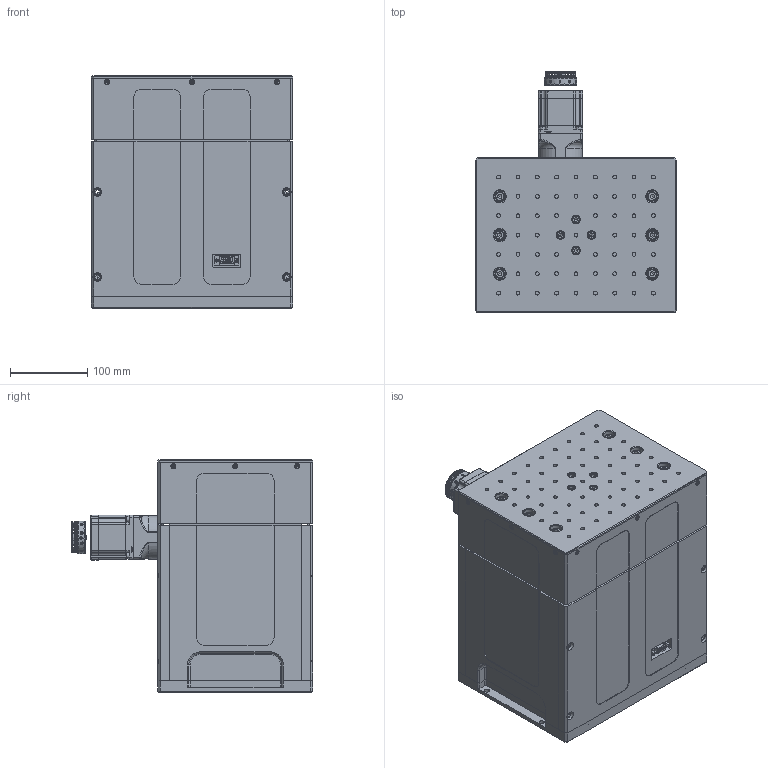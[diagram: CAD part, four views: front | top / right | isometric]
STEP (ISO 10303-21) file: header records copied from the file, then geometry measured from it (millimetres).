
FILE_DESCRIPTION (( 'STEP AP214' ), '1' );
FILE_NAME ('µç¶¯ÖØÔØÉý½µÌ¨SSJF200H150D.STEP', '2021-07-12T09:38:03', ( '' ), ( '' ), 'SwSTEP 2.0', 'SolidWorks 2018', '' );
FILE_SCHEMA (( 'AUTOMOTIVE_DESIGN' ));
Length unit declared in the file: millimetre
Products named in the file (1): 萇雄笭婥汔蔥怢SSJF200H150D
Bounding box: 260 x 312 x 300 mm (x, y, z)
Surface area: 633720.8 mm2 (no closed solid volume)
Topology: 0 solids, 130 shells, 1483 faces, 5866 edges, 4293 vertices
Faces by surface type: plane 752, cylinder 382, bspline 140, cone 125, torus 84
Full cylindrical faces by diameter (mm): 1.6 x9, 2.5 x2, 3.3 x1, 5 x53, 5.2 x11, 6.5 x4, 6.6 x2, 11 x24, 13 x2, 15 x18, 42 x1
Entity records: 84103 total; most frequent: CARTESIAN_POINT 22227, DIRECTION 8861, ORIENTED_EDGE 8170, EDGE_CURVE 5604, VERTEX_POINT 4256, LINE 3267, VECTOR 3267, AXIS2_PLACEMENT_3D 2797
